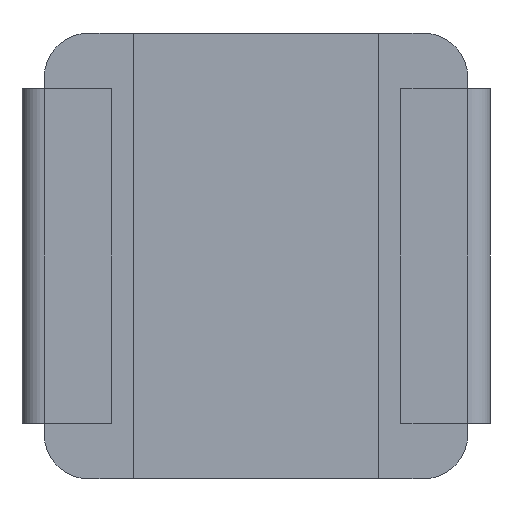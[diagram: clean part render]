
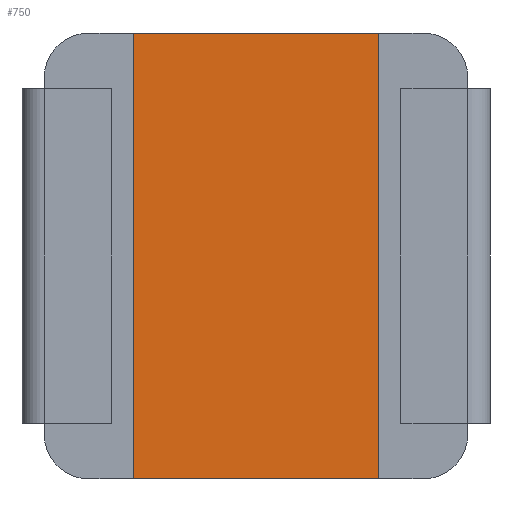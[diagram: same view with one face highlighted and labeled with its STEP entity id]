
A CAD part, front view. The second image highlights one B-rep face of the part: STEP entity #750.
In plain terms, the highlighted planar face has unit normal (0, -1, 0).
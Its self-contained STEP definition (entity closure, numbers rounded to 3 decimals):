
#33 = VECTOR ( 'NONE', #514, 1000. ) ;
#81 = VERTEX_POINT ( 'NONE', #1071 ) ;
#137 = VECTOR ( 'NONE', #745, 1000. ) ;
#229 = CARTESIAN_POINT ( 'NONE',  ( -1.1, 0.15, -2. ) ) ;
#265 = LINE ( 'NONE', #229, #843 ) ;
#278 = CARTESIAN_POINT ( 'NONE',  ( 1.1, 0.15, 2. ) ) ;
#312 = EDGE_CURVE ( 'NONE', #81, #1026, #1178, .T. ) ;
#320 = ORIENTED_EDGE ( 'NONE', *, *, #312, .F. ) ;
#321 = CARTESIAN_POINT ( 'NONE',  ( -1.1, 0.15, 2. ) ) ;
#338 = DIRECTION ( 'NONE',  ( 0., 1., 0. ) ) ;
#388 = AXIS2_PLACEMENT_3D ( 'NONE', #748, #338, #736 ) ;
#393 = CARTESIAN_POINT ( 'NONE',  ( -1.1, 0.15, -2. ) ) ;
#394 = FACE_OUTER_BOUND ( 'NONE', #965, .T. ) ;
#418 = CARTESIAN_POINT ( 'NONE',  ( -1.1, 0.15, 2. ) ) ;
#514 = DIRECTION ( 'NONE',  ( 1., 0., 0. ) ) ;
#552 = PLANE ( 'NONE',  #388 ) ;
#605 = VERTEX_POINT ( 'NONE', #321 ) ;
#615 = VECTOR ( 'NONE', #636, 1000. ) ;
#636 = DIRECTION ( 'NONE',  ( 0., 0., -1. ) ) ;
#682 = DIRECTION ( 'NONE',  ( 1., 0., 0. ) ) ;
#684 = LINE ( 'NONE', #1121, #137 ) ;
#686 = ORIENTED_EDGE ( 'NONE', *, *, #926, .T. ) ;
#736 = DIRECTION ( 'NONE',  ( 0., 0., 1. ) ) ;
#745 = DIRECTION ( 'NONE',  ( 0., 0., -1. ) ) ;
#748 = CARTESIAN_POINT ( 'NONE',  ( -1.1, 0.15, 2. ) ) ;
#750 = ADVANCED_FACE ( 'NONE', ( #394 ), #552, .F. ) ;
#771 = LINE ( 'NONE', #418, #33 ) ;
#843 = VECTOR ( 'NONE', #682, 1000. ) ;
#873 = EDGE_CURVE ( 'NONE', #605, #886, #684, .T. ) ;
#874 = ORIENTED_EDGE ( 'NONE', *, *, #1060, .F. ) ;
#877 = CARTESIAN_POINT ( 'NONE',  ( 1.1, 0.15, -2. ) ) ;
#886 = VERTEX_POINT ( 'NONE', #393 ) ;
#926 = EDGE_CURVE ( 'NONE', #886, #1026, #265, .T. ) ;
#965 = EDGE_LOOP ( 'NONE', ( #686, #320, #874, #1016 ) ) ;
#1016 = ORIENTED_EDGE ( 'NONE', *, *, #873, .T. ) ;
#1026 = VERTEX_POINT ( 'NONE', #877 ) ;
#1060 = EDGE_CURVE ( 'NONE', #605, #81, #771, .T. ) ;
#1071 = CARTESIAN_POINT ( 'NONE',  ( 1.1, 0.15, 2. ) ) ;
#1121 = CARTESIAN_POINT ( 'NONE',  ( -1.1, 0.15, 2. ) ) ;
#1178 = LINE ( 'NONE', #278, #615 ) ;
